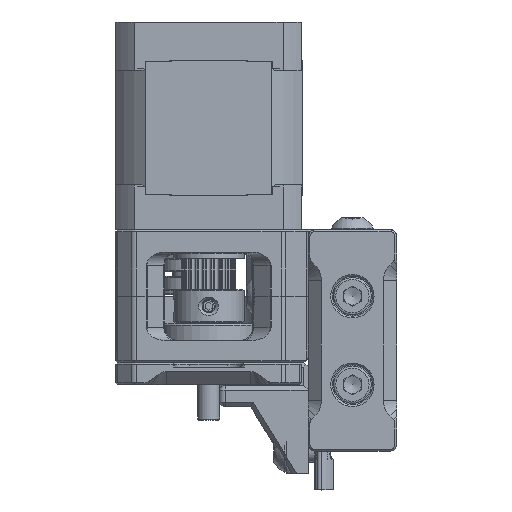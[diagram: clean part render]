
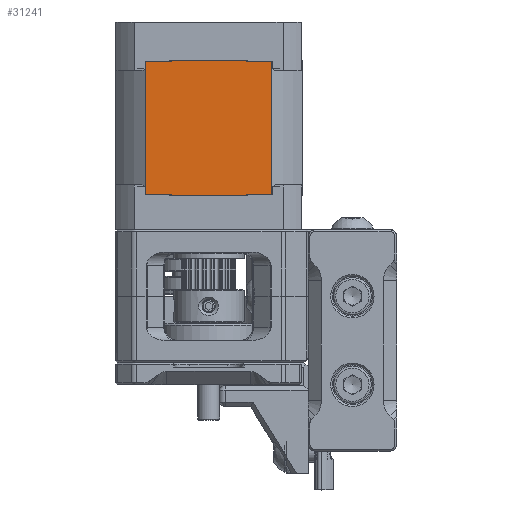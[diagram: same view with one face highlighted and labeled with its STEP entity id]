
A CAD part, front view. The second image highlights one B-rep face of the part: STEP entity #31241.
In plain terms, the highlighted planar face has unit normal (0, -1, 0).
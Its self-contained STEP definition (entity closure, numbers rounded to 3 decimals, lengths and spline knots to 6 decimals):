
#2639=LINE('',#52623,#4908);
#2645=LINE('',#52649,#4914);
#2657=LINE('',#52688,#4926);
#2659=LINE('',#52692,#4928);
#2661=LINE('',#52698,#4930);
#2725=LINE('',#52911,#4994);
#2726=LINE('',#52917,#4995);
#2727=LINE('',#52921,#4996);
#2729=LINE('',#52928,#4998);
#2731=LINE('',#52933,#5000);
#2732=LINE('',#52935,#5001);
#2736=LINE('',#52996,#5005);
#4908=VECTOR('',#40515,1.);
#4914=VECTOR('',#40543,1.);
#4926=VECTOR('',#40583,1.);
#4928=VECTOR('',#40587,1.);
#4930=VECTOR('',#40593,1.);
#4994=VECTOR('',#40813,1.);
#4995=VECTOR('',#40820,1.);
#4996=VECTOR('',#40825,1.);
#4998=VECTOR('',#40831,1.);
#5000=VECTOR('',#40837,1.);
#5001=VECTOR('',#40840,1.);
#5005=VECTOR('',#40924,1.);
#9565=ORIENTED_EDGE('',*,*,#16796,.T.);
#9566=ORIENTED_EDGE('',*,*,#16798,.T.);
#9567=ORIENTED_EDGE('',*,*,#16805,.T.);
#9568=ORIENTED_EDGE('',*,*,#16793,.T.);
#9569=ORIENTED_EDGE('',*,*,#16804,.T.);
#9570=ORIENTED_EDGE('',*,*,#16801,.T.);
#9571=ORIENTED_EDGE('',*,*,#16827,.T.);
#9572=ORIENTED_EDGE('',*,*,#16689,.T.);
#9573=ORIENTED_EDGE('',*,*,#16686,.F.);
#9574=ORIENTED_EDGE('',*,*,#16664,.F.);
#9575=ORIENTED_EDGE('',*,*,#16651,.F.);
#9576=ORIENTED_EDGE('',*,*,#16684,.T.);
#16651=EDGE_CURVE('',#20610,#20611,#2639,.T.);
#16664=EDGE_CURVE('',#20611,#20620,#2645,.T.);
#16684=EDGE_CURVE('',#20610,#20632,#2657,.T.);
#16686=EDGE_CURVE('',#20620,#20634,#2659,.T.);
#16689=EDGE_CURVE('',#20636,#20634,#2661,.T.);
#16793=EDGE_CURVE('',#20707,#20706,#2725,.T.);
#16796=EDGE_CURVE('',#20632,#20708,#2726,.T.);
#16798=EDGE_CURVE('',#20708,#20709,#2727,.T.);
#16801=EDGE_CURVE('',#20713,#20712,#2729,.T.);
#16804=EDGE_CURVE('',#20706,#20713,#2731,.T.);
#16805=EDGE_CURVE('',#20709,#20707,#2732,.T.);
#16827=EDGE_CURVE('',#20712,#20636,#2736,.T.);
#20610=VERTEX_POINT('',#52622);
#20611=VERTEX_POINT('',#52624);
#20620=VERTEX_POINT('',#52650);
#20632=VERTEX_POINT('',#52687);
#20634=VERTEX_POINT('',#52693);
#20636=VERTEX_POINT('',#52699);
#20706=VERTEX_POINT('',#52910);
#20707=VERTEX_POINT('',#52912);
#20708=VERTEX_POINT('',#52916);
#20709=VERTEX_POINT('',#52920);
#20712=VERTEX_POINT('',#52927);
#20713=VERTEX_POINT('',#52929);
#25122=EDGE_LOOP('',(#9565,#9566,#9567,#9568,#9569,#9570,#9571,#9572,#9573,
#9574,#9575,#9576));
#27783=FACE_BOUND('',#25122,.T.);
#29903=PLANE('',#35119);
#31241=ADVANCED_FACE('',(#27783),#29903,.T.);
#35119=AXIS2_PLACEMENT_3D('',#52995,#40922,#40923);
#40515=DIRECTION('',(-1.,0.,0.));
#40543=DIRECTION('',(0.,0.,1.));
#40583=DIRECTION('',(0.,0.,-1.));
#40587=DIRECTION('',(1.,0.,0.));
#40593=DIRECTION('',(0.,0.,-1.));
#40813=DIRECTION('',(0.,0.,1.));
#40820=DIRECTION('',(1.,0.,0.));
#40825=DIRECTION('',(0.,0.,1.));
#40831=DIRECTION('',(0.,0.,1.));
#40837=DIRECTION('',(-1.,0.,0.));
#40840=DIRECTION('',(1.,0.,0.));
#40922=DIRECTION('',(0.,-1.,0.));
#40923=DIRECTION('',(0.,0.,1.));
#40924=DIRECTION('',(-1.,0.,0.));
#52622=CARTESIAN_POINT('',(0.152594,-0.2276,0.0229));
#52623=CARTESIAN_POINT('',(0.175478,-0.2276,0.0229));
#52624=CARTESIAN_POINT('',(0.14687,-0.2276,0.0229));
#52649=CARTESIAN_POINT('',(0.14687,-0.2276,0.0229));
#52650=CARTESIAN_POINT('',(0.14687,-0.2276,0.0531));
#52687=CARTESIAN_POINT('',(0.152594,-0.2276,0.0228));
#52688=CARTESIAN_POINT('',(0.152594,-0.2276,0.0229));
#52692=CARTESIAN_POINT('',(0.169605,-0.2276,0.0531));
#52693=CARTESIAN_POINT('',(0.152594,-0.2276,0.0531));
#52698=CARTESIAN_POINT('',(0.152594,-0.2276,0.0229));
#52699=CARTESIAN_POINT('',(0.152594,-0.2276,0.0532));
#52910=CARTESIAN_POINT('',(0.17533,-0.2276,0.0531));
#52911=CARTESIAN_POINT('',(0.17533,-0.2276,0.0229));
#52912=CARTESIAN_POINT('',(0.17533,-0.2276,0.0229));
#52916=CARTESIAN_POINT('',(0.169606,-0.2276,0.0228));
#52917=CARTESIAN_POINT('',(0.152594,-0.2276,0.0228));
#52920=CARTESIAN_POINT('',(0.169606,-0.2276,0.0229));
#52921=CARTESIAN_POINT('',(0.169606,-0.2276,0.0228));
#52927=CARTESIAN_POINT('',(0.169606,-0.2276,0.0532));
#52928=CARTESIAN_POINT('',(0.169606,-0.2276,0.0229));
#52929=CARTESIAN_POINT('',(0.169606,-0.2276,0.0531));
#52933=CARTESIAN_POINT('',(0.17533,-0.2276,0.0531));
#52935=CARTESIAN_POINT('',(0.169606,-0.2276,0.0229));
#52995=CARTESIAN_POINT('',(0.175331,-0.2276,0.022799));
#52996=CARTESIAN_POINT('',(0.169606,-0.2276,0.0532));
